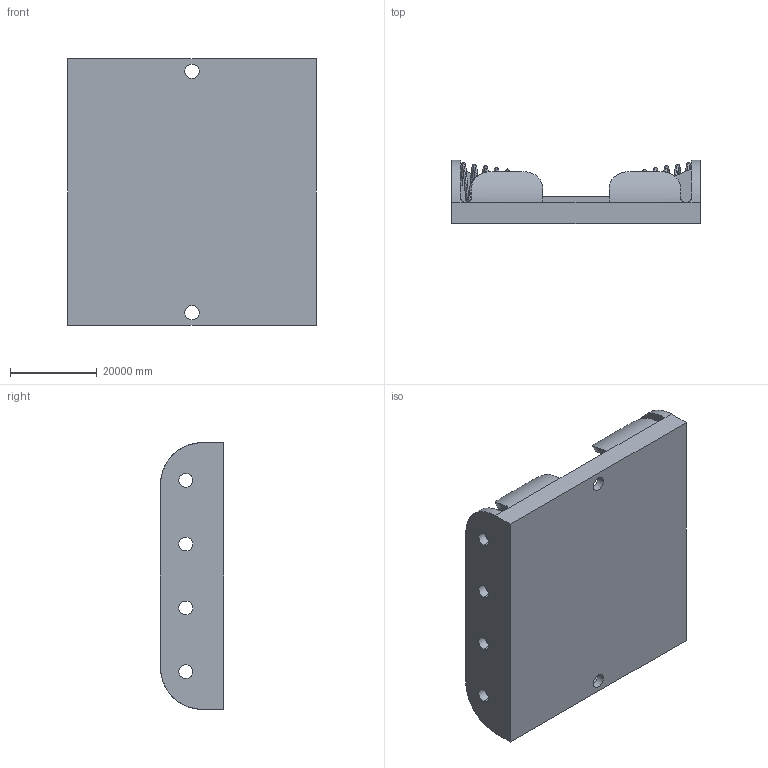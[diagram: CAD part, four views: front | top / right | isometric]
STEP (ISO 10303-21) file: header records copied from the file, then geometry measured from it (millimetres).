
FILE_DESCRIPTION((''),'2;1');
FILE_NAME('BATTERYHOLDER-RESIZED','2013-04-22T',('paul.smith'),(''),'PRO/ENGINEER BY PARAMETRIC TECHNOLOGY CORPORATION, 2012060','PRO/ENGINEER BY PARAMETRIC TECHNOLOGY CORPORATION, 2012060','');
FILE_SCHEMA(('CONFIG_CONTROL_DESIGN'));
Length unit declared in the file: metre
Products named in the file (1): BATTERYHOLDER-RESIZED
Bounding box: 57200.8 x 14503.4 x 61341 mm (x, y, z)
Volume: 11625457477274.3 mm3; surface area: 15056467927.1 mm2
Topology: 1 solids, 1 shells, 126 faces, 328 edges, 207 vertices
Faces by surface type: plane 56, cylinder 54, bspline 16
Entity records: 9967 total; most frequent: CARTESIAN_POINT 6926, ORIENTED_EDGE 656, DIRECTION 558, EDGE_CURVE 328, VERTEX_POINT 207, AXIS2_PLACEMENT_3D 190, VECTOR 178, LINE 178
